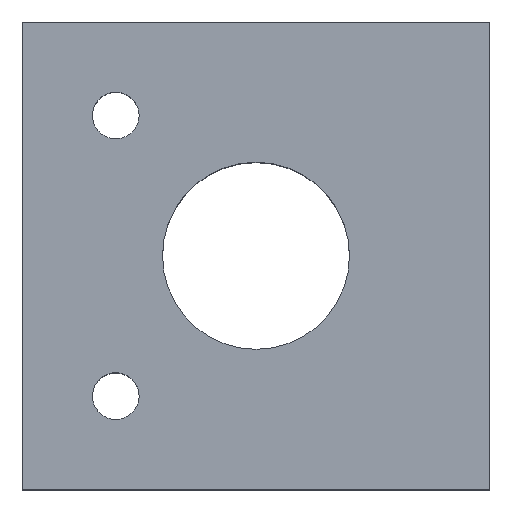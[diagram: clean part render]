
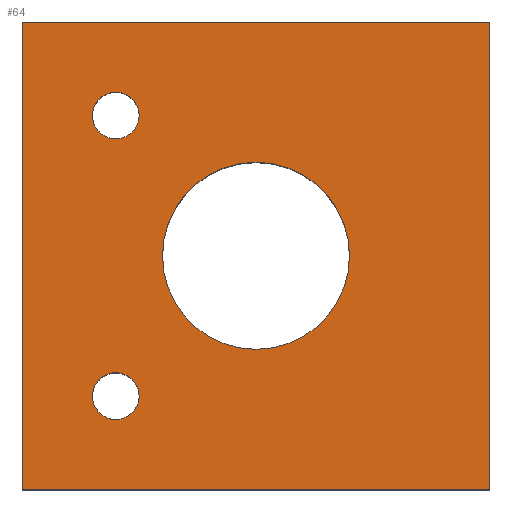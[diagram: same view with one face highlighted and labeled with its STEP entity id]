
A CAD part, top view. The second image highlights one B-rep face of the part: STEP entity #64.
In plain terms, the highlighted planar face has unit normal (0, 0, 1).
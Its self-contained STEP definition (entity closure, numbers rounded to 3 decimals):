
#3=VERTEX_POINT('NONE',#58);
#11=EDGE_CURVE('NONE',#174,#46,#323,.T.);
#12=AXIS2_PLACEMENT_3D('NONE',#355,#104,#322);
#21=CARTESIAN_POINT('NONE',(15.,80.,50.0));
#22=CARTESIAN_POINT('NONE',(20.,80.,50.0));
#24=DIRECTION('NONE',(0.,-1.0,0.0));
#34=VECTOR('NONE',#389,1000.0);
#38=ORIENTED_EDGE('NONE',*,*,#141,.F.);
#46=VERTEX_POINT('NONE',#448);
#58=CARTESIAN_POINT('NONE',(70.0,50.0,50.0));
#60=AXIS2_PLACEMENT_3D('NONE',#99,#319,#65);
#62=DIRECTION('NONE',(-1.0,0.0,0.0));
#64=ADVANCED_FACE('NONE',(#402,#112,#373,#117),#250,.F.);
#65=DIRECTION('NONE',(1.0,0.0,0.0));
#66=CARTESIAN_POINT('NONE',(100.0,0.0,50.0));
#85=EDGE_CURVE('NONE',#298,#144,#416,.T.);
#92=CARTESIAN_POINT('NONE',(20.,20.,50.0));
#94=DIRECTION('NONE',(0.0,0.0,1.0));
#97=VERTEX_POINT('NONE',#287);
#99=CARTESIAN_POINT('NONE',(50.,50.0,50.0));
#104=DIRECTION('NONE',(0.0,0.0,1.0));
#109=DIRECTION('NONE',(-1.0,0.0,0.0));
#112=FACE_BOUND('NONE',#380,.T.);
#113=ORIENTED_EDGE('NONE',*,*,#257,.F.);
#114=ORIENTED_EDGE('NONE',*,*,#115,.F.);
#115=EDGE_CURVE('NONE',#155,#440,#248,.T.);
#117=FACE_BOUND('NONE',#218,.T.);
#122=LINE('NONE',#136,#302);
#135=CARTESIAN_POINT('NONE',(100.,100.0,50.0));
#136=CARTESIAN_POINT('NONE',(0.,100.0,50.0));
#141=EDGE_CURVE('NONE',#46,#174,#446,.T.);
#144=VERTEX_POINT('NONE',#270);
#150=ORIENTED_EDGE('NONE',*,*,#338,.T.);
#153=AXIS2_PLACEMENT_3D('NONE',#213,#361,#109);
#154=CARTESIAN_POINT('NONE',(50.,50.0,50.0));
#155=VERTEX_POINT('NONE',#21);
#157=CIRCLE('NONE',#60,20.);
#172=CARTESIAN_POINT('NONE',(0.,100.0,50.0));
#174=VERTEX_POINT('NONE',#233);
#176=DIRECTION('NONE',(1.0,0.0,0.0));
#181=AXIS2_PLACEMENT_3D('NONE',#154,#403,#185);
#185=DIRECTION('NONE',(1.0,0.0,0.0));
#192=EDGE_LOOP('NONE',(#394,#38));
#205=ORIENTED_EDGE('NONE',*,*,#85,.T.);
#209=CARTESIAN_POINT('NONE',(100.,100.0,50.0));
#213=CARTESIAN_POINT('NONE',(0.0,0.0,50.0));
#214=ORIENTED_EDGE('NONE',*,*,#307,.T.);
#217=VECTOR('NONE',#62,1000.0);
#218=EDGE_LOOP('NONE',(#227,#113));
#227=ORIENTED_EDGE('NONE',*,*,#450,.F.);
#230=EDGE_CURVE('NONE',#440,#155,#346,.T.);
#231=CARTESIAN_POINT('NONE',(100.,100.0,50.0));
#233=CARTESIAN_POINT('NONE',(15.,20.,50.0));
#234=CARTESIAN_POINT('NONE',(20.,20.,50.0));
#235=LINE('NONE',#209,#34);
#237=VERTEX_POINT('NONE',#231);
#238=DIRECTION('NONE',(0.0,0.0,1.0));
#248=CIRCLE('NONE',#249,5.);
#249=AXIS2_PLACEMENT_3D('NONE',#22,#238,#444);
#250=PLANE('NONE',#153);
#251=ORIENTED_EDGE('NONE',*,*,#230,.F.);
#253=VERTEX_POINT('NONE',#172);
#257=EDGE_CURVE('NONE',#3,#97,#157,.T.);
#270=CARTESIAN_POINT('NONE',(100.0,0.0,50.0));
#287=CARTESIAN_POINT('NONE',(30.,50.0,50.0));
#294=EDGE_CURVE('NONE',#144,#237,#235,.T.);
#295=ORIENTED_EDGE('NONE',*,*,#294,.T.);
#298=VERTEX_POINT('NONE',#396);
#299=CARTESIAN_POINT('NONE',(25.,80.,50.0));
#302=VECTOR('NONE',#24,1000.0);
#307=EDGE_CURVE('NONE',#237,#253,#313,.T.);
#313=LINE('NONE',#135,#217);
#318=EDGE_LOOP('NONE',(#150,#205,#295,#214));
#319=DIRECTION('NONE',(0.0,0.0,1.0));
#320=DIRECTION('NONE',(1.0,-0.0,-0.0));
#322=DIRECTION('NONE',(1.0,0.0,0.0));
#323=CIRCLE('NONE',#364,5.);
#338=EDGE_CURVE('NONE',#253,#298,#122,.T.);
#342=AXIS2_PLACEMENT_3D('NONE',#234,#382,#343);
#343=DIRECTION('NONE',(1.0,0.0,0.0));
#346=CIRCLE('NONE',#12,5.);
#347=VECTOR('NONE',#320,1000.0);
#355=CARTESIAN_POINT('NONE',(20.,80.,50.0));
#361=DIRECTION('NONE',(0.0,0.0,-1.0));
#364=AXIS2_PLACEMENT_3D('NONE',#92,#94,#176);
#372=CIRCLE('NONE',#181,20.);
#373=FACE_BOUND('NONE',#192,.T.);
#380=EDGE_LOOP('NONE',(#114,#251));
#382=DIRECTION('NONE',(0.0,0.0,1.0));
#389=DIRECTION('NONE',(0.,1.0,-0.0));
#394=ORIENTED_EDGE('NONE',*,*,#11,.F.);
#396=CARTESIAN_POINT('NONE',(0.0,0.0,50.0));
#402=FACE_OUTER_BOUND('NONE',#318,.T.);
#403=DIRECTION('NONE',(0.0,0.0,1.0));
#416=LINE('NONE',#66,#347);
#440=VERTEX_POINT('NONE',#299);
#444=DIRECTION('NONE',(1.0,0.0,0.0));
#446=CIRCLE('NONE',#342,5.);
#448=CARTESIAN_POINT('NONE',(25.,20.,50.0));
#450=EDGE_CURVE('NONE',#97,#3,#372,.T.);
